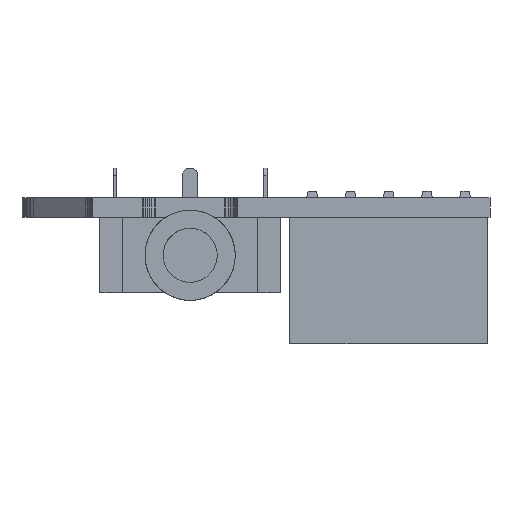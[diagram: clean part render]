
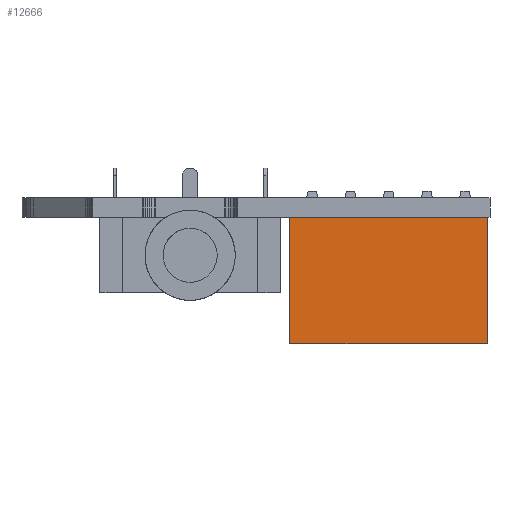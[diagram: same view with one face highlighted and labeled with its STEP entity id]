
A CAD part, left-side view. The second image highlights one B-rep face of the part: STEP entity #12666.
In plain terms, the highlighted face is planar.
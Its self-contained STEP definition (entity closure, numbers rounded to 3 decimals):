
#12666 = ADVANCED_FACE('',(#12667),#12697,.T.);
#12667 = FACE_BOUND('',#12668,.T.);
#12668 = EDGE_LOOP('',(#12669,#12678,#12685,#12692));
#12669 = ORIENTED_EDGE('',*,*,#12670,.F.);
#12670 = EDGE_CURVE('',#12671,#12673,#12675,.T.);
#12671 = VERTEX_POINT('',#12672);
#12672 = CARTESIAN_POINT('',(-18.718,1.447,15.74));
#12673 = VERTEX_POINT('',#12674);
#12674 = CARTESIAN_POINT('',(-31.878,1.447,15.74));
#12675 = B_SPLINE_CURVE_WITH_KNOTS('',1,(#12676,#12677),.UNSPECIFIED.,
  .F.,.F.,(2,2),(0.,13.16),.PIECEWISE_BEZIER_KNOTS.);
#12676 = CARTESIAN_POINT('',(-18.718,1.447,15.74));
#12677 = CARTESIAN_POINT('',(-31.878,1.447,15.74));
#12678 = ORIENTED_EDGE('',*,*,#12679,.F.);
#12679 = EDGE_CURVE('',#12680,#12671,#12682,.T.);
#12680 = VERTEX_POINT('',#12681);
#12681 = CARTESIAN_POINT('',(-18.718,9.907,15.74));
#12682 = B_SPLINE_CURVE_WITH_KNOTS('',1,(#12683,#12684),.UNSPECIFIED.,
  .F.,.F.,(2,2),(0.,8.46),.PIECEWISE_BEZIER_KNOTS.);
#12683 = CARTESIAN_POINT('',(-18.718,9.907,15.74));
#12684 = CARTESIAN_POINT('',(-18.718,1.447,15.74));
#12685 = ORIENTED_EDGE('',*,*,#12686,.F.);
#12686 = EDGE_CURVE('',#12687,#12680,#12689,.T.);
#12687 = VERTEX_POINT('',#12688);
#12688 = CARTESIAN_POINT('',(-31.878,9.907,15.74));
#12689 = B_SPLINE_CURVE_WITH_KNOTS('',1,(#12690,#12691),.UNSPECIFIED.,
  .F.,.F.,(2,2),(0.,13.16),.PIECEWISE_BEZIER_KNOTS.);
#12690 = CARTESIAN_POINT('',(-31.878,9.907,15.74));
#12691 = CARTESIAN_POINT('',(-18.718,9.907,15.74));
#12692 = ORIENTED_EDGE('',*,*,#12693,.F.);
#12693 = EDGE_CURVE('',#12673,#12687,#12694,.T.);
#12694 = B_SPLINE_CURVE_WITH_KNOTS('',1,(#12695,#12696),.UNSPECIFIED.,
  .F.,.F.,(2,2),(0.,8.46),.PIECEWISE_BEZIER_KNOTS.);
#12695 = CARTESIAN_POINT('',(-31.878,1.447,15.74));
#12696 = CARTESIAN_POINT('',(-31.878,9.907,15.74));
#12697 = PLANE('',#12698);
#12698 = AXIS2_PLACEMENT_3D('',#12699,#12700,#12701);
#12699 = CARTESIAN_POINT('',(-17.401,0.6,15.74));
#12700 = DIRECTION('',(0.,0.,1.));
#12701 = DIRECTION('',(1.,0.,0.));
